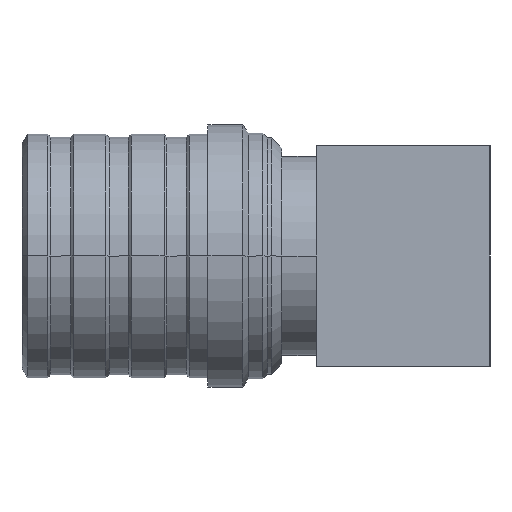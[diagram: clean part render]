
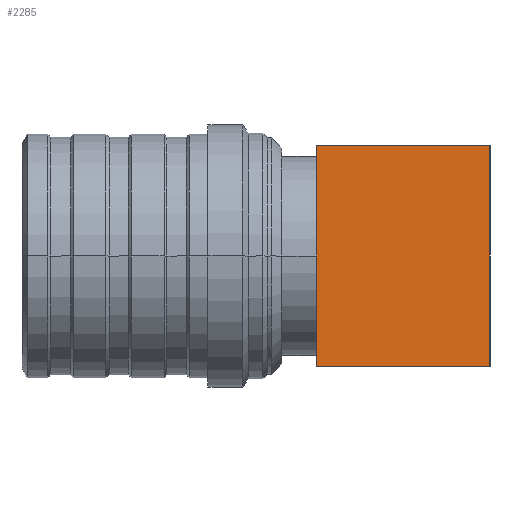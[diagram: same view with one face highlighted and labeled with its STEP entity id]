
A CAD part, left-side view. The second image highlights one B-rep face of the part: STEP entity #2285.
In plain terms, the highlighted planar face has unit normal (-1, 0, 0).
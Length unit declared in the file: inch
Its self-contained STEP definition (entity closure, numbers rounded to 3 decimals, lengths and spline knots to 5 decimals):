
#95 = EDGE_CURVE ( 'NONE', #2069, #3481, #3882, .T. ) ;
#110 = CARTESIAN_POINT ( 'NONE',  ( -0.195, -0.135, 0.17175 ) ) ;
#145 = LINE ( 'NONE', #1127, #829 ) ;
#189 = DIRECTION ( 'NONE',  ( 0., -1., 0. ) ) ;
#384 = DIRECTION ( 'NONE',  ( 0., -1., 0. ) ) ;
#391 = CARTESIAN_POINT ( 'NONE',  ( -0.195, -0.135, 0.17175 ) ) ;
#515 = ORIENTED_EDGE ( 'NONE', *, *, #1872, .T. ) ;
#595 = VERTEX_POINT ( 'NONE', #110 ) ;
#727 = ORIENTED_EDGE ( 'NONE', *, *, #95, .T. ) ;
#748 = LINE ( 'NONE', #1800, #2093 ) ;
#829 = VECTOR ( 'NONE', #1078, 39.37008 ) ;
#1078 = DIRECTION ( 'NONE',  ( 0., 0., -1. ) ) ;
#1127 = CARTESIAN_POINT ( 'NONE',  ( -0.195, -0.135, 0.17175 ) ) ;
#1353 = EDGE_LOOP ( 'NONE', ( #727, #2240, #1772, #515 ) ) ;
#1430 = VECTOR ( 'NONE', #189, 39.37008 ) ;
#1452 = DIRECTION ( 'NONE',  ( 1., 0., 0. ) ) ;
#1479 = LINE ( 'NONE', #2428, #1797 ) ;
#1553 = CARTESIAN_POINT ( 'NONE',  ( -0.195, -0.135, -0.17175 ) ) ;
#1772 = ORIENTED_EDGE ( 'NONE', *, *, #3706, .F. ) ;
#1797 = VECTOR ( 'NONE', #3772, 39.37008 ) ;
#1800 = CARTESIAN_POINT ( 'NONE',  ( -0.195, -0.135, 0.17175 ) ) ;
#1872 = EDGE_CURVE ( 'NONE', #3972, #2069, #1479, .T. ) ;
#2069 = VERTEX_POINT ( 'NONE', #3942 ) ;
#2093 = VECTOR ( 'NONE', #384, 39.37008 ) ;
#2095 = FACE_OUTER_BOUND ( 'NONE', #1353, .T. ) ;
#2240 = ORIENTED_EDGE ( 'NONE', *, *, #2642, .F. ) ;
#2285 = ADVANCED_FACE ( 'NONE', ( #2095 ), #3365, .F. ) ;
#2428 = CARTESIAN_POINT ( 'NONE',  ( -0.195, 0.135, 0.17175 ) ) ;
#2430 = AXIS2_PLACEMENT_3D ( 'NONE', #391, #1452, #2727 ) ;
#2545 = CARTESIAN_POINT ( 'NONE',  ( -0.195, -0.135, -0.17175 ) ) ;
#2642 = EDGE_CURVE ( 'NONE', #595, #3481, #145, .T. ) ;
#2727 = DIRECTION ( 'NONE',  ( 0., 0., -1. ) ) ;
#3365 = PLANE ( 'NONE',  #2430 ) ;
#3481 = VERTEX_POINT ( 'NONE', #2545 ) ;
#3706 = EDGE_CURVE ( 'NONE', #3972, #595, #748, .T. ) ;
#3772 = DIRECTION ( 'NONE',  ( 0., 0., -1. ) ) ;
#3882 = LINE ( 'NONE', #1553, #1430 ) ;
#3942 = CARTESIAN_POINT ( 'NONE',  ( -0.195, 0.135, -0.17175 ) ) ;
#3972 = VERTEX_POINT ( 'NONE', #3973 ) ;
#3973 = CARTESIAN_POINT ( 'NONE',  ( -0.195, 0.135, 0.17175 ) ) ;
